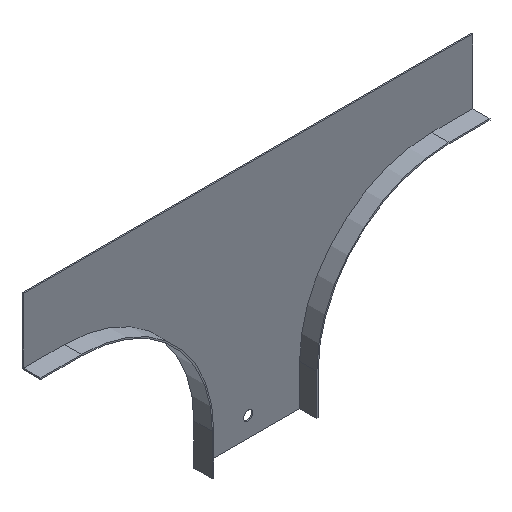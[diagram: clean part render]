
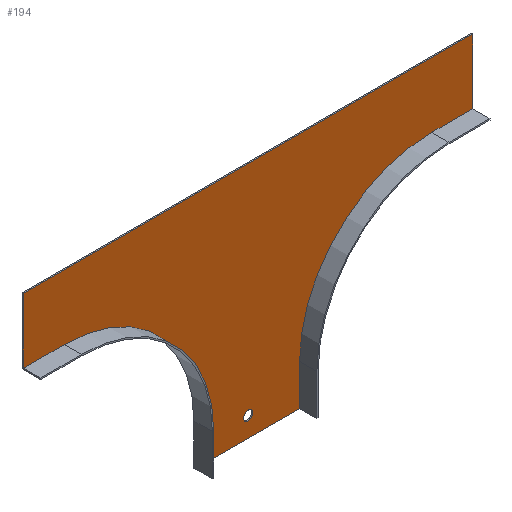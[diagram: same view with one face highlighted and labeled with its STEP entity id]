
A CAD part, isometric view. The second image highlights one B-rep face of the part: STEP entity #194.
In plain terms, the highlighted planar face has unit normal (0, -1, 0).
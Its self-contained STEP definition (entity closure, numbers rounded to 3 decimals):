
#3 = DIRECTION ( 'NONE',  ( -1., 0., 0. ) ) ;
#17 = CARTESIAN_POINT ( 'NONE',  ( 40., 0., -180. ) ) ;
#24 = DIRECTION ( 'NONE',  ( 0., 0., -1. ) ) ;
#25 = DIRECTION ( 'NONE',  ( 0., 1., 0. ) ) ;
#26 = CARTESIAN_POINT ( 'NONE',  ( 0., 0., -165. ) ) ;
#58 = CARTESIAN_POINT ( 'NONE',  ( 139., 0., -49. ) ) ;
#62 = CARTESIAN_POINT ( 'NONE',  ( 170., 0., -49. ) ) ;
#63 = CARTESIAN_POINT ( 'NONE',  ( 39., 0., -180. ) ) ;
#65 = CARTESIAN_POINT ( 'NONE',  ( 39., 0., -149. ) ) ;
#66 = PLANE ( 'NONE',  #462 ) ;
#68 = CARTESIAN_POINT ( 'NONE',  ( -139., 0., -49. ) ) ;
#69 = DIRECTION ( 'NONE',  ( 0., 0., -1. ) ) ;
#71 = DIRECTION ( 'NONE',  ( 0., -1., 0. ) ) ;
#72 = CARTESIAN_POINT ( 'NONE',  ( -139., 0., -149. ) ) ;
#79 = CARTESIAN_POINT ( 'NONE',  ( 170., 0., 0. ) ) ;
#81 = CARTESIAN_POINT ( 'NONE',  ( -39., 0., -180. ) ) ;
#82 = CARTESIAN_POINT ( 'NONE',  ( -39., 0., -149. ) ) ;
#84 = CARTESIAN_POINT ( 'NONE',  ( -170., 0., -49. ) ) ;
#90 = CARTESIAN_POINT ( 'NONE',  ( -170., 0., 0. ) ) ;
#165 = VERTEX_POINT ( 'NONE', #515 ) ;
#194 = ADVANCED_FACE ( 'NONE', ( #728, #695 ), #66, .T. ) ;
#202 = VERTEX_POINT ( 'NONE', #90 ) ;
#204 = ORIENTED_EDGE ( 'NONE', *, *, #400, .T. ) ;
#212 = VERTEX_POINT ( 'NONE', #82 ) ;
#217 = EDGE_LOOP ( 'NONE', ( #328 ) ) ;
#230 = VERTEX_POINT ( 'NONE', #79 ) ;
#232 = ORIENTED_EDGE ( 'NONE', *, *, #367, .F. ) ;
#237 = VERTEX_POINT ( 'NONE', #81 ) ;
#241 = VERTEX_POINT ( 'NONE', #84 ) ;
#250 = EDGE_LOOP ( 'NONE', ( #232, #295, #308, #204, #398, #254, #316, #377, #257, #378 ) ) ;
#254 = ORIENTED_EDGE ( 'NONE', *, *, #429, .F. ) ;
#257 = ORIENTED_EDGE ( 'NONE', *, *, #444, .F. ) ;
#268 = VERTEX_POINT ( 'NONE', #63 ) ;
#279 = VERTEX_POINT ( 'NONE', #62 ) ;
#282 = VERTEX_POINT ( 'NONE', #58 ) ;
#283 = VERTEX_POINT ( 'NONE', #65 ) ;
#285 = VERTEX_POINT ( 'NONE', #68 ) ;
#295 = ORIENTED_EDGE ( 'NONE', *, *, #353, .F. ) ;
#308 = ORIENTED_EDGE ( 'NONE', *, *, #362, .T. ) ;
#316 = ORIENTED_EDGE ( 'NONE', *, *, #432, .F. ) ;
#328 = ORIENTED_EDGE ( 'NONE', *, *, #344, .T. ) ;
#344 = EDGE_CURVE ( 'NONE', #165, #165, #664, .T. ) ;
#353 = EDGE_CURVE ( 'NONE', #268, #237, #688, .T. ) ;
#362 = EDGE_CURVE ( 'NONE', #268, #283, #666, .T. ) ;
#367 = EDGE_CURVE ( 'NONE', #237, #212, #665, .T. ) ;
#377 = ORIENTED_EDGE ( 'NONE', *, *, #441, .F. ) ;
#378 = ORIENTED_EDGE ( 'NONE', *, *, #456, .F. ) ;
#398 = ORIENTED_EDGE ( 'NONE', *, *, #422, .T. ) ;
#400 = EDGE_CURVE ( 'NONE', #283, #282, #696, .T. ) ;
#422 = EDGE_CURVE ( 'NONE', #282, #279, #652, .T. ) ;
#429 = EDGE_CURVE ( 'NONE', #230, #279, #660, .T. ) ;
#432 = EDGE_CURVE ( 'NONE', #202, #230, #741, .T. ) ;
#435 = AXIS2_PLACEMENT_3D ( 'NONE', #530, #527, #526 ) ;
#439 = AXIS2_PLACEMENT_3D ( 'NONE', #477, #494, #491 ) ;
#441 = EDGE_CURVE ( 'NONE', #241, #202, #635, .T. ) ;
#444 = EDGE_CURVE ( 'NONE', #285, #241, #691, .T. ) ;
#446 = AXIS2_PLACEMENT_3D ( 'NONE', #26, #25, #24 ) ;
#456 = EDGE_CURVE ( 'NONE', #212, #285, #721, .T. ) ;
#462 = AXIS2_PLACEMENT_3D ( 'NONE', #72, #71, #69 ) ;
#477 = CARTESIAN_POINT ( 'NONE',  ( 139., 0., -149. ) ) ;
#491 = DIRECTION ( 'NONE',  ( 0., 0., -1. ) ) ;
#494 = DIRECTION ( 'NONE',  ( 0., 1., 0. ) ) ;
#511 = DIRECTION ( 'NONE',  ( 0., 0., 1. ) ) ;
#513 = CARTESIAN_POINT ( 'NONE',  ( -39., 0., -149. ) ) ;
#515 = CARTESIAN_POINT ( 'NONE',  ( 0., 0., -168.5 ) ) ;
#526 = DIRECTION ( 'NONE',  ( 0., 0., -1. ) ) ;
#527 = DIRECTION ( 'NONE',  ( 0., -1., 0. ) ) ;
#530 = CARTESIAN_POINT ( 'NONE',  ( -139., 0., -149. ) ) ;
#535 = DIRECTION ( 'NONE',  ( 0., 0., 1. ) ) ;
#538 = CARTESIAN_POINT ( 'NONE',  ( 39., 0., -149. ) ) ;
#545 = DIRECTION ( 'NONE',  ( -1., 0., 0. ) ) ;
#549 = CARTESIAN_POINT ( 'NONE',  ( -139., 0., -49. ) ) ;
#550 = DIRECTION ( 'NONE',  ( 0., 0., 1. ) ) ;
#552 = CARTESIAN_POINT ( 'NONE',  ( -170., 0., 0. ) ) ;
#557 = DIRECTION ( 'NONE',  ( 1., 0., 0. ) ) ;
#559 = CARTESIAN_POINT ( 'NONE',  ( -170., 0., 0. ) ) ;
#560 = DIRECTION ( 'NONE',  ( 0., 0., -1. ) ) ;
#561 = CARTESIAN_POINT ( 'NONE',  ( 170., 0., 0. ) ) ;
#571 = CARTESIAN_POINT ( 'NONE',  ( -139., 0., -49. ) ) ;
#578 = DIRECTION ( 'NONE',  ( 1., 0., 0. ) ) ;
#616 = VECTOR ( 'NONE', #560, 1000. ) ;
#620 = VECTOR ( 'NONE', #545, 1000. ) ;
#635 = LINE ( 'NONE', #552, #733 ) ;
#637 = VECTOR ( 'NONE', #3, 1000. ) ;
#641 = VECTOR ( 'NONE', #535, 1000. ) ;
#645 = VECTOR ( 'NONE', #511, 1000. ) ;
#652 = LINE ( 'NONE', #571, #684 ) ;
#660 = LINE ( 'NONE', #561, #616 ) ;
#664 = CIRCLE ( 'NONE', #446, 3.5 ) ;
#665 = LINE ( 'NONE', #513, #645 ) ;
#666 = LINE ( 'NONE', #538, #641 ) ;
#684 = VECTOR ( 'NONE', #578, 1000. ) ;
#688 = LINE ( 'NONE', #17, #637 ) ;
#691 = LINE ( 'NONE', #549, #620 ) ;
#695 = FACE_OUTER_BOUND ( 'NONE', #250, .T. ) ;
#696 = CIRCLE ( 'NONE', #439, 100. ) ;
#721 = CIRCLE ( 'NONE', #435, 100. ) ;
#728 = FACE_BOUND ( 'NONE', #217, .T. ) ;
#732 = VECTOR ( 'NONE', #557, 1000. ) ;
#733 = VECTOR ( 'NONE', #550, 1000. ) ;
#741 = LINE ( 'NONE', #559, #732 ) ;
